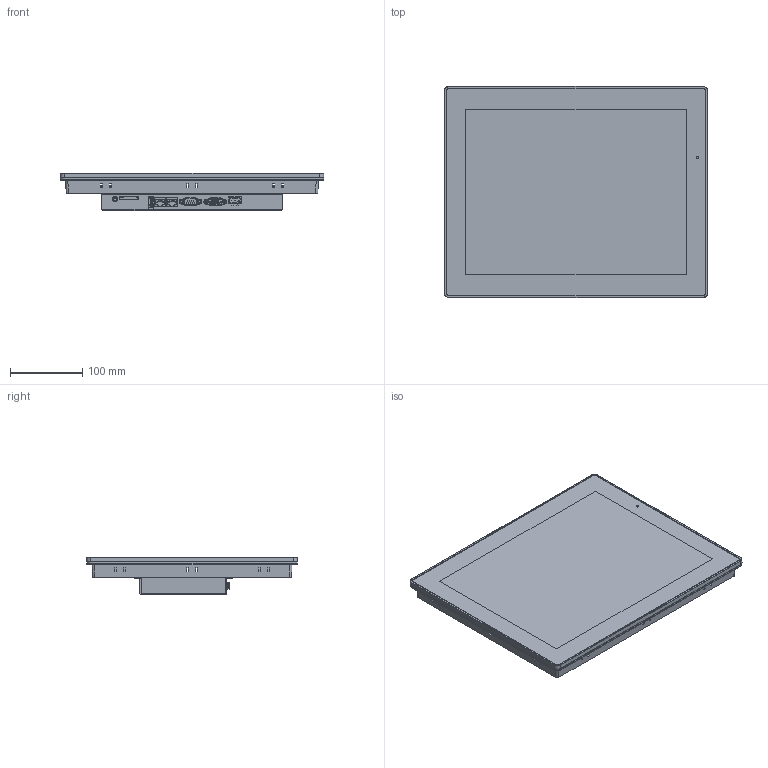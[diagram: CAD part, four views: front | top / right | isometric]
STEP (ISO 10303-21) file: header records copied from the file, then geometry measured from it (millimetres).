
FILE_DESCRIPTION (( 'STEP AP214' ), '1' );
FILE_NAME ('cMT3152X.STEP', '2023-10-17T06:53:47', ( '' ), ( '' ), 'SwSTEP 2.0', 'SolidWorks 2019', '' );
FILE_SCHEMA (( 'AUTOMOTIVE_DESIGN' ));
Length unit declared in the file: millimetre
Products named in the file (1): cMT3152X
Bounding box: 366 x 293 x 51.5 mm (x, y, z)
Surface area: 322475.8 mm2 (no closed solid volume)
Topology: 0 solids, 108 shells, 1054 faces, 4645 edges, 3690 vertices
Faces by surface type: plane 499, cylinder 369, cone 78, bspline 53, torus 31, sphere 24
Entity records: 66837 total; most frequent: CARTESIAN_POINT 19309, DIRECTION 6869, ORIENTED_EDGE 6702, EDGE_CURVE 4607, VERTEX_POINT 3674, LINE 2873, VECTOR 2873, AXIS2_PLACEMENT_3D 1998
